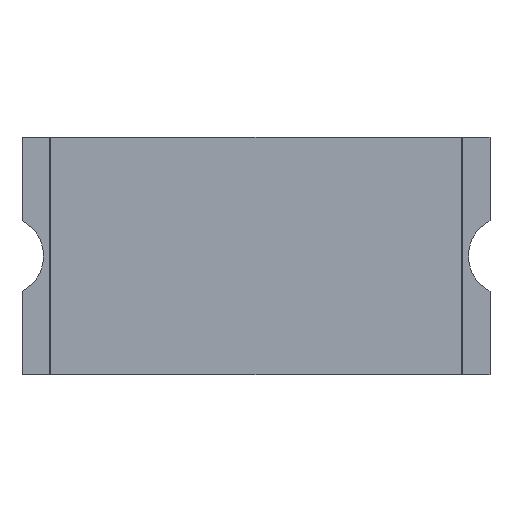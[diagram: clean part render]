
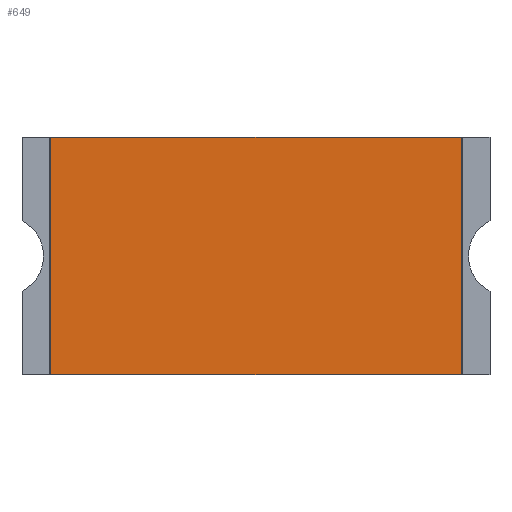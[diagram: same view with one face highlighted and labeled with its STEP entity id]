
A CAD part, front view. The second image highlights one B-rep face of the part: STEP entity #649.
In plain terms, the highlighted planar face has unit normal (0, -1, 0).
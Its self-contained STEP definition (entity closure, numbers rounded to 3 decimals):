
#84 = CARTESIAN_POINT ( 'NONE',  ( -1.425, 0., -0.825 ) ) ;
#97 = CARTESIAN_POINT ( 'NONE',  ( 1.425, 0., 0.825 ) ) ;
#115 = CARTESIAN_POINT ( 'NONE',  ( -1.425, 0., 0.825 ) ) ;
#122 = CARTESIAN_POINT ( 'NONE',  ( 1.425, 0., -0.825 ) ) ;
#187 = AXIS2_PLACEMENT_3D ( 'NONE', #1465, #1485, #1486 ) ;
#307 = FACE_OUTER_BOUND ( 'NONE', #1089, .T. ) ;
#468 = VERTEX_POINT ( 'NONE', #122 ) ;
#483 = VERTEX_POINT ( 'NONE', #115 ) ;
#581 = VERTEX_POINT ( 'NONE', #97 ) ;
#593 = VERTEX_POINT ( 'NONE', #84 ) ;
#649 = ADVANCED_FACE ( 'NONE', ( #307 ), #1473, .T. ) ;
#956 = ORIENTED_EDGE ( 'NONE', *, *, #2052, .F. ) ;
#957 = ORIENTED_EDGE ( 'NONE', *, *, #2059, .F. ) ;
#958 = ORIENTED_EDGE ( 'NONE', *, *, #2057, .F. ) ;
#959 = ORIENTED_EDGE ( 'NONE', *, *, #2055, .F. ) ;
#1089 = EDGE_LOOP ( 'NONE', ( #956, #957, #958, #959 ) ) ;
#1203 = LINE ( 'NONE', #2250, #1216 ) ;
#1211 = LINE ( 'NONE', #2258, #1223 ) ;
#1216 = VECTOR ( 'NONE', #2257, 1000. ) ;
#1217 = LINE ( 'NONE', #2262, #1227 ) ;
#1223 = VECTOR ( 'NONE', #2263, 1000. ) ;
#1227 = VECTOR ( 'NONE', #2267, 1000. ) ;
#1231 = LINE ( 'NONE', #2270, #1232 ) ;
#1232 = VECTOR ( 'NONE', #2271, 1000. ) ;
#1465 = CARTESIAN_POINT ( 'NONE',  ( -1.425, 0., -0.825 ) ) ;
#1473 = PLANE ( 'NONE',  #187 ) ;
#1485 = DIRECTION ( 'NONE',  ( 0., -1., 0. ) ) ;
#1486 = DIRECTION ( 'NONE',  ( 0., 0., -1. ) ) ;
#2052 = EDGE_CURVE ( 'NONE', #593, #483, #1203, .T. ) ;
#2055 = EDGE_CURVE ( 'NONE', #483, #581, #1211, .T. ) ;
#2057 = EDGE_CURVE ( 'NONE', #581, #468, #1217, .T. ) ;
#2059 = EDGE_CURVE ( 'NONE', #468, #593, #1231, .T. ) ;
#2250 = CARTESIAN_POINT ( 'NONE',  ( -1.425, 0., 0.825 ) ) ;
#2257 = DIRECTION ( 'NONE',  ( 0., 0., 1. ) ) ;
#2258 = CARTESIAN_POINT ( 'NONE',  ( -1.425, 0., 0.825 ) ) ;
#2262 = CARTESIAN_POINT ( 'NONE',  ( 1.425, 0., 0.825 ) ) ;
#2263 = DIRECTION ( 'NONE',  ( 1., 0., 0. ) ) ;
#2267 = DIRECTION ( 'NONE',  ( 0., 0., -1. ) ) ;
#2270 = CARTESIAN_POINT ( 'NONE',  ( -1.425, 0., -0.825 ) ) ;
#2271 = DIRECTION ( 'NONE',  ( -1., 0., 0. ) ) ;
